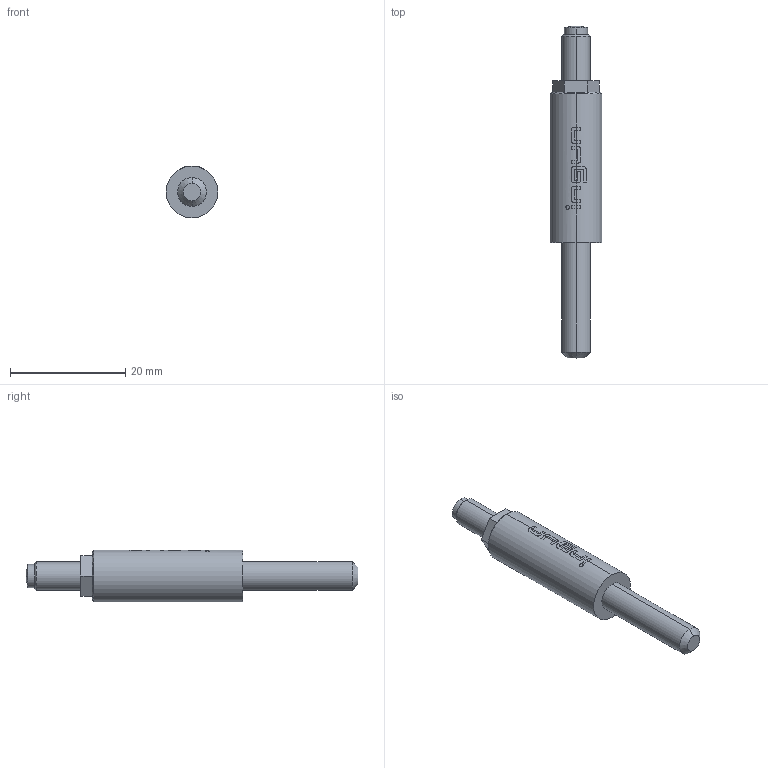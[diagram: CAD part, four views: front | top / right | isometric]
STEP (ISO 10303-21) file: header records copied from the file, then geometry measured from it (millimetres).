
FILE_DESCRIPTION (( 'STEP AP203' ), '1' );
FILE_NAME ('INGUN_HSS-2259.STEP', '2022-02-01T12:45:56', ( 'ochi' ), ( '' ), 'SwSTEP 2.0', 'SolidWorks 2018', '' );
FILE_SCHEMA (( 'CONFIG_CONTROL_DESIGN' ));
Length unit declared in the file: millimetre
Products named in the file (1): INGUN_HSS-2259
Bounding box: 9 x 57.5 x 9 mm (x, y, z)
Volume: 2291.2 mm3; surface area: 1347.4 mm2
Topology: 1 solids, 1 shells, 108 faces, 298 edges, 197 vertices
Faces by surface type: plane 51, cylinder 27, bspline 22, cone 6, sphere 2
Entity records: 3841 total; most frequent: CARTESIAN_POINT 1142, ORIENTED_EDGE 596, DIRECTION 488, EDGE_CURVE 298, VERTEX_POINT 197, AXIS2_PLACEMENT_3D 189, EDGE_LOOP 113, LINE 110
